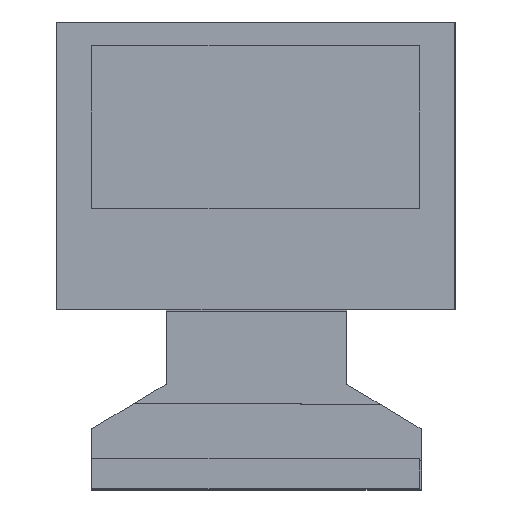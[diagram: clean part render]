
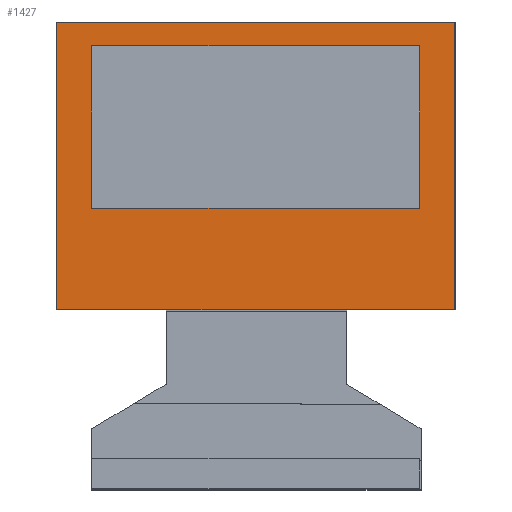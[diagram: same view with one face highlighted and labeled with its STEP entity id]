
A CAD part, top view. The second image highlights one B-rep face of the part: STEP entity #1427.
In plain terms, the highlighted planar face has unit normal (0, 0, 1).
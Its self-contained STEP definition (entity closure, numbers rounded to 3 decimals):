
#1298 = VERTEX_POINT('',#1299);
#1299 = CARTESIAN_POINT('',(-13.35,-9.63,1.1));
#1305 = EDGE_CURVE('',#1298,#1306,#1308,.T.);
#1306 = VERTEX_POINT('',#1307);
#1307 = CARTESIAN_POINT('',(13.35,-9.63,1.1));
#1308 = LINE('',#1309,#1310);
#1309 = CARTESIAN_POINT('',(-13.35,-9.63,1.1));
#1310 = VECTOR('',#1311,1.);
#1311 = DIRECTION('',(1.,0.,0.));
#1336 = EDGE_CURVE('',#1306,#1337,#1339,.T.);
#1337 = VERTEX_POINT('',#1338);
#1338 = CARTESIAN_POINT('',(13.35,9.63,1.1));
#1339 = LINE('',#1340,#1341);
#1340 = CARTESIAN_POINT('',(13.35,-9.63,1.1));
#1341 = VECTOR('',#1342,1.);
#1342 = DIRECTION('',(0.,1.,0.));
#1367 = EDGE_CURVE('',#1337,#1368,#1370,.T.);
#1368 = VERTEX_POINT('',#1369);
#1369 = CARTESIAN_POINT('',(-13.35,9.63,1.1));
#1370 = LINE('',#1371,#1372);
#1371 = CARTESIAN_POINT('',(13.35,9.63,1.1));
#1372 = VECTOR('',#1373,1.);
#1373 = DIRECTION('',(-1.,0.,0.));
#1398 = EDGE_CURVE('',#1368,#1298,#1399,.T.);
#1399 = LINE('',#1400,#1401);
#1400 = CARTESIAN_POINT('',(-13.35,9.63,1.1));
#1401 = VECTOR('',#1402,1.);
#1402 = DIRECTION('',(0.,-1.,0.));
#1427 = ADVANCED_FACE('',(#1428),#1434,.F.);
#1428 = FACE_BOUND('',#1429,.T.);
#1429 = EDGE_LOOP('',(#1430,#1431,#1432,#1433));
#1430 = ORIENTED_EDGE('',*,*,#1305,.T.);
#1431 = ORIENTED_EDGE('',*,*,#1336,.T.);
#1432 = ORIENTED_EDGE('',*,*,#1367,.T.);
#1433 = ORIENTED_EDGE('',*,*,#1398,.T.);
#1434 = PLANE('',#1435);
#1435 = AXIS2_PLACEMENT_3D('',#1436,#1437,#1438);
#1436 = CARTESIAN_POINT('',(-13.35,-9.63,1.1));
#1437 = DIRECTION('',(0.,0.,-1.));
#1438 = DIRECTION('',(-1.,0.,0.));
